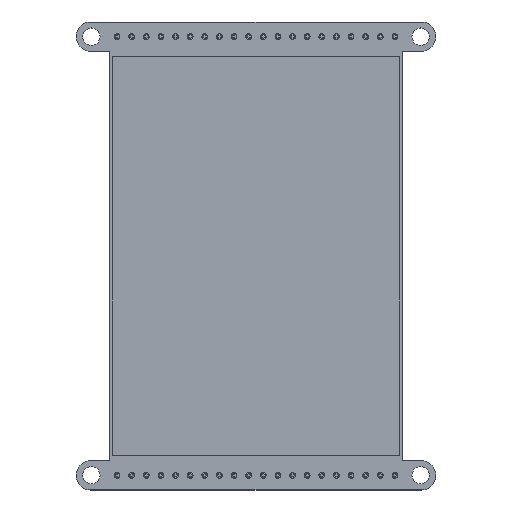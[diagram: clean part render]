
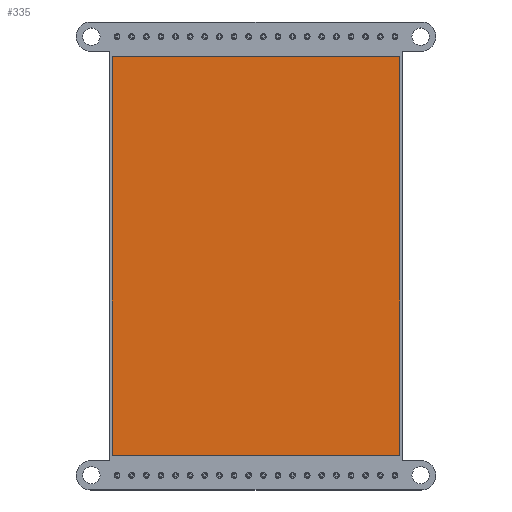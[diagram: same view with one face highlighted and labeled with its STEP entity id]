
A CAD part, top view. The second image highlights one B-rep face of the part: STEP entity #335.
In plain terms, the highlighted free-form (B-spline) face has degree [1, 1] with [2, 2] control points.
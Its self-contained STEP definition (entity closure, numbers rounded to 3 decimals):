
#71 = B_SPLINE_SURFACE_WITH_KNOTS('',1,1,(
    (#72,#73)
    ,(#74,#75
    )),.UNSPECIFIED.,.F.,.F.,.F.,(2,2),(2,2),(-34.6,34.6),(-4.,0.),
  .PIECEWISE_BEZIER_KNOTS.);
#72 = CARTESIAN_POINT('',(34.6,25.,0.));
#73 = CARTESIAN_POINT('',(34.6,25.,4.));
#74 = CARTESIAN_POINT('',(-34.6,25.,0.));
#75 = CARTESIAN_POINT('',(-34.6,25.,4.));
#94 = VERTEX_POINT('',#95);
#95 = CARTESIAN_POINT('',(-34.6,25.,4.));
#107 = B_SPLINE_SURFACE_WITH_KNOTS('',1,1,(
    (#108,#109)
    ,(#110,#111
    )),.UNSPECIFIED.,.F.,.F.,.F.,(2,2),(2,2),(0.,4.),(-25.,25.),
  .PIECEWISE_BEZIER_KNOTS.);
#108 = CARTESIAN_POINT('',(-34.6,-25.,4.));
#109 = CARTESIAN_POINT('',(-34.6,25.,4.));
#110 = CARTESIAN_POINT('',(-34.6,-25.,0.));
#111 = CARTESIAN_POINT('',(-34.6,25.,0.));
#118 = EDGE_CURVE('',#94,#119,#121,.T.);
#119 = VERTEX_POINT('',#120);
#120 = CARTESIAN_POINT('',(34.6,25.,4.));
#121 = SURFACE_CURVE('',#122,(#125,#131),.PCURVE_S1.);
#122 = B_SPLINE_CURVE_WITH_KNOTS('',1,(#123,#124),.UNSPECIFIED.,.F.,.F.,
  (2,2),(-34.6,34.6),.PIECEWISE_BEZIER_KNOTS.);
#123 = CARTESIAN_POINT('',(-34.6,25.,4.));
#124 = CARTESIAN_POINT('',(34.6,25.,4.));
#125 = PCURVE('',#71,#126);
#126 = DEFINITIONAL_REPRESENTATION('',(#127),#130);
#127 = B_SPLINE_CURVE_WITH_KNOTS('',1,(#128,#129),.UNSPECIFIED.,.F.,.F.,
  (2,2),(-34.6,34.6),.PIECEWISE_BEZIER_KNOTS.);
#128 = CARTESIAN_POINT('',(34.6,0.));
#129 = CARTESIAN_POINT('',(-34.6,0.));
#130 = ( GEOMETRIC_REPRESENTATION_CONTEXT(2) 
PARAMETRIC_REPRESENTATION_CONTEXT() REPRESENTATION_CONTEXT('2D SPACE',''
  ) );
#131 = PCURVE('',#132,#137);
#132 = B_SPLINE_SURFACE_WITH_KNOTS('',1,1,(
    (#133,#134)
    ,(#135,#136
    )),.UNSPECIFIED.,.F.,.F.,.F.,(2,2),(2,2),(-34.6,34.6),(-25.,25.),
  .PIECEWISE_BEZIER_KNOTS.);
#133 = CARTESIAN_POINT('',(-34.6,-25.,4.));
#134 = CARTESIAN_POINT('',(-34.6,25.,4.));
#135 = CARTESIAN_POINT('',(34.6,-25.,4.));
#136 = CARTESIAN_POINT('',(34.6,25.,4.));
#137 = DEFINITIONAL_REPRESENTATION('',(#138),#141);
#138 = B_SPLINE_CURVE_WITH_KNOTS('',1,(#139,#140),.UNSPECIFIED.,.F.,.F.,
  (2,2),(-34.6,34.6),.PIECEWISE_BEZIER_KNOTS.);
#139 = CARTESIAN_POINT('',(-34.6,25.));
#140 = CARTESIAN_POINT('',(34.6,25.));
#141 = ( GEOMETRIC_REPRESENTATION_CONTEXT(2) 
PARAMETRIC_REPRESENTATION_CONTEXT() REPRESENTATION_CONTEXT('2D SPACE',''
  ) );
#155 = B_SPLINE_SURFACE_WITH_KNOTS('',1,1,(
    (#156,#157)
    ,(#158,#159
    )),.UNSPECIFIED.,.F.,.F.,.F.,(2,2),(2,2),(0.,4.),(-25.,25.),
  .PIECEWISE_BEZIER_KNOTS.);
#156 = CARTESIAN_POINT('',(34.6,-25.,4.));
#157 = CARTESIAN_POINT('',(34.6,25.,4.));
#158 = CARTESIAN_POINT('',(34.6,-25.,0.));
#159 = CARTESIAN_POINT('',(34.6,25.,0.));
#170 = EDGE_CURVE('',#94,#171,#173,.T.);
#171 = VERTEX_POINT('',#172);
#172 = CARTESIAN_POINT('',(-34.6,-25.,4.));
#173 = SURFACE_CURVE('',#174,(#177,#183),.PCURVE_S1.);
#174 = B_SPLINE_CURVE_WITH_KNOTS('',1,(#175,#176),.UNSPECIFIED.,.F.,.F.,
  (2,2),(-25.,25.),.PIECEWISE_BEZIER_KNOTS.);
#175 = CARTESIAN_POINT('',(-34.6,25.,4.));
#176 = CARTESIAN_POINT('',(-34.6,-25.,4.));
#177 = PCURVE('',#107,#178);
#178 = DEFINITIONAL_REPRESENTATION('',(#179),#182);
#179 = B_SPLINE_CURVE_WITH_KNOTS('',1,(#180,#181),.UNSPECIFIED.,.F.,.F.,
  (2,2),(-25.,25.),.PIECEWISE_BEZIER_KNOTS.);
#180 = CARTESIAN_POINT('',(0.,25.));
#181 = CARTESIAN_POINT('',(0.,-25.));
#182 = ( GEOMETRIC_REPRESENTATION_CONTEXT(2) 
PARAMETRIC_REPRESENTATION_CONTEXT() REPRESENTATION_CONTEXT('2D SPACE',''
  ) );
#183 = PCURVE('',#132,#184);
#184 = DEFINITIONAL_REPRESENTATION('',(#185),#188);
#185 = B_SPLINE_CURVE_WITH_KNOTS('',1,(#186,#187),.UNSPECIFIED.,.F.,.F.,
  (2,2),(-25.,25.),.PIECEWISE_BEZIER_KNOTS.);
#186 = CARTESIAN_POINT('',(-34.6,25.));
#187 = CARTESIAN_POINT('',(-34.6,-25.));
#188 = ( GEOMETRIC_REPRESENTATION_CONTEXT(2) 
PARAMETRIC_REPRESENTATION_CONTEXT() REPRESENTATION_CONTEXT('2D SPACE',''
  ) );
#204 = B_SPLINE_SURFACE_WITH_KNOTS('',1,1,(
    (#205,#206)
    ,(#207,#208
    )),.UNSPECIFIED.,.F.,.F.,.F.,(2,2),(2,2),(-34.6,34.6),(-4.,0.),
  .PIECEWISE_BEZIER_KNOTS.);
#205 = CARTESIAN_POINT('',(34.6,-25.,0.));
#206 = CARTESIAN_POINT('',(34.6,-25.,4.));
#207 = CARTESIAN_POINT('',(-34.6,-25.,0.));
#208 = CARTESIAN_POINT('',(-34.6,-25.,4.));
#237 = EDGE_CURVE('',#171,#238,#240,.T.);
#238 = VERTEX_POINT('',#239);
#239 = CARTESIAN_POINT('',(34.6,-25.,4.));
#240 = SURFACE_CURVE('',#241,(#244,#250),.PCURVE_S1.);
#241 = B_SPLINE_CURVE_WITH_KNOTS('',1,(#242,#243),.UNSPECIFIED.,.F.,.F.,
  (2,2),(-34.6,34.6),.PIECEWISE_BEZIER_KNOTS.);
#242 = CARTESIAN_POINT('',(-34.6,-25.,4.));
#243 = CARTESIAN_POINT('',(34.6,-25.,4.));
#244 = PCURVE('',#204,#245);
#245 = DEFINITIONAL_REPRESENTATION('',(#246),#249);
#246 = B_SPLINE_CURVE_WITH_KNOTS('',1,(#247,#248),.UNSPECIFIED.,.F.,.F.,
  (2,2),(-34.6,34.6),.PIECEWISE_BEZIER_KNOTS.);
#247 = CARTESIAN_POINT('',(34.6,0.));
#248 = CARTESIAN_POINT('',(-34.6,0.));
#249 = ( GEOMETRIC_REPRESENTATION_CONTEXT(2) 
PARAMETRIC_REPRESENTATION_CONTEXT() REPRESENTATION_CONTEXT('2D SPACE',''
  ) );
#250 = PCURVE('',#132,#251);
#251 = DEFINITIONAL_REPRESENTATION('',(#252),#255);
#252 = B_SPLINE_CURVE_WITH_KNOTS('',1,(#253,#254),.UNSPECIFIED.,.F.,.F.,
  (2,2),(-34.6,34.6),.PIECEWISE_BEZIER_KNOTS.);
#253 = CARTESIAN_POINT('',(-34.6,-25.));
#254 = CARTESIAN_POINT('',(34.6,-25.));
#255 = ( GEOMETRIC_REPRESENTATION_CONTEXT(2) 
PARAMETRIC_REPRESENTATION_CONTEXT() REPRESENTATION_CONTEXT('2D SPACE',''
  ) );
#317 = EDGE_CURVE('',#119,#238,#318,.T.);
#318 = SURFACE_CURVE('',#319,(#322,#328),.PCURVE_S1.);
#319 = B_SPLINE_CURVE_WITH_KNOTS('',1,(#320,#321),.UNSPECIFIED.,.F.,.F.,
  (2,2),(-25.,25.),.PIECEWISE_BEZIER_KNOTS.);
#320 = CARTESIAN_POINT('',(34.6,25.,4.));
#321 = CARTESIAN_POINT('',(34.6,-25.,4.));
#322 = PCURVE('',#155,#323);
#323 = DEFINITIONAL_REPRESENTATION('',(#324),#327);
#324 = B_SPLINE_CURVE_WITH_KNOTS('',1,(#325,#326),.UNSPECIFIED.,.F.,.F.,
  (2,2),(-25.,25.),.PIECEWISE_BEZIER_KNOTS.);
#325 = CARTESIAN_POINT('',(0.,25.));
#326 = CARTESIAN_POINT('',(0.,-25.));
#327 = ( GEOMETRIC_REPRESENTATION_CONTEXT(2) 
PARAMETRIC_REPRESENTATION_CONTEXT() REPRESENTATION_CONTEXT('2D SPACE',''
  ) );
#328 = PCURVE('',#132,#329);
#329 = DEFINITIONAL_REPRESENTATION('',(#330),#333);
#330 = B_SPLINE_CURVE_WITH_KNOTS('',1,(#331,#332),.UNSPECIFIED.,.F.,.F.,
  (2,2),(-25.,25.),.PIECEWISE_BEZIER_KNOTS.);
#331 = CARTESIAN_POINT('',(34.6,25.));
#332 = CARTESIAN_POINT('',(34.6,-25.));
#333 = ( GEOMETRIC_REPRESENTATION_CONTEXT(2) 
PARAMETRIC_REPRESENTATION_CONTEXT() REPRESENTATION_CONTEXT('2D SPACE',''
  ) );
#335 = ADVANCED_FACE('',(#336),#132,.T.);
#336 = FACE_BOUND('',#337,.T.);
#337 = EDGE_LOOP('',(#338,#339,#340,#341));
#338 = ORIENTED_EDGE('',*,*,#118,.F.);
#339 = ORIENTED_EDGE('',*,*,#170,.T.);
#340 = ORIENTED_EDGE('',*,*,#237,.T.);
#341 = ORIENTED_EDGE('',*,*,#317,.F.);
